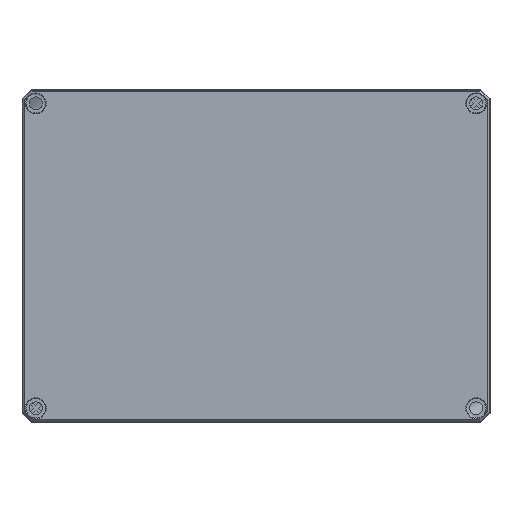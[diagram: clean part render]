
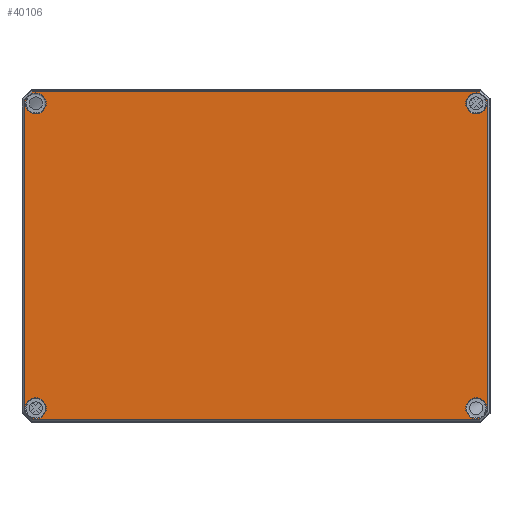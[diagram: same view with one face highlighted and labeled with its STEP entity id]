
A CAD part, top view. The second image highlights one B-rep face of the part: STEP entity #40106.
In plain terms, the highlighted planar face has unit normal (0, 0, 1).
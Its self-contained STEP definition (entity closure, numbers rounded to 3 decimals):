
#124=FACE_BOUND('',#12906,.T.);
#125=FACE_BOUND('',#12907,.T.);
#126=FACE_BOUND('',#12908,.T.);
#127=FACE_BOUND('',#12909,.T.);
#339=PLANE('',#42799);
#1599=LINE('',#58423,#4813);
#1600=LINE('',#58425,#4814);
#1601=LINE('',#58427,#4815);
#1602=LINE('',#58429,#4816);
#1603=LINE('',#58431,#4817);
#1604=LINE('',#58433,#4818);
#1605=LINE('',#58435,#4819);
#1606=LINE('',#58436,#4820);
#4813=VECTOR('',#46862,10.);
#4814=VECTOR('',#46863,10.);
#4815=VECTOR('',#46864,10.);
#4816=VECTOR('',#46865,10.);
#4817=VECTOR('',#46866,10.);
#4818=VECTOR('',#46867,10.);
#4819=VECTOR('',#46868,10.);
#4820=VECTOR('',#46869,10.);
#10411=FACE_OUTER_BOUND('',#12905,.T.);
#12905=EDGE_LOOP('',(#27932,#27933,#27934,#27935,#27936,#27937,#27938,#27939));
#12906=EDGE_LOOP('',(#27940,#27941));
#12907=EDGE_LOOP('',(#27942,#27943));
#12908=EDGE_LOOP('',(#27944));
#12909=EDGE_LOOP('',(#27945));
#15633=CIRCLE('',#42794,5.672);
#15637=CIRCLE('',#42800,5.672);
#15638=CIRCLE('',#42801,5.672);
#15639=CIRCLE('',#42802,5.672);
#15640=CIRCLE('',#42803,5.672);
#15641=CIRCLE('',#42804,5.672);
#17543=VERTEX_POINT('',#58411);
#17546=VERTEX_POINT('',#58421);
#17547=VERTEX_POINT('',#58422);
#17548=VERTEX_POINT('',#58424);
#17549=VERTEX_POINT('',#58426);
#17550=VERTEX_POINT('',#58428);
#17551=VERTEX_POINT('',#58430);
#17552=VERTEX_POINT('',#58432);
#17553=VERTEX_POINT('',#58434);
#17554=VERTEX_POINT('',#58437);
#17555=VERTEX_POINT('',#58438);
#17556=VERTEX_POINT('',#58441);
#17557=VERTEX_POINT('',#58442);
#17558=VERTEX_POINT('',#58445);
#21546=EDGE_CURVE('',#17543,#17543,#15633,.T.);
#21551=EDGE_CURVE('',#17546,#17547,#1599,.T.);
#21552=EDGE_CURVE('',#17548,#17546,#1600,.T.);
#21553=EDGE_CURVE('',#17549,#17548,#1601,.T.);
#21554=EDGE_CURVE('',#17550,#17549,#1602,.T.);
#21555=EDGE_CURVE('',#17551,#17550,#1603,.T.);
#21556=EDGE_CURVE('',#17552,#17551,#1604,.T.);
#21557=EDGE_CURVE('',#17553,#17552,#1605,.T.);
#21558=EDGE_CURVE('',#17547,#17553,#1606,.T.);
#21559=EDGE_CURVE('',#17554,#17555,#15637,.T.);
#21560=EDGE_CURVE('',#17555,#17554,#15638,.T.);
#21561=EDGE_CURVE('',#17556,#17557,#15639,.T.);
#21562=EDGE_CURVE('',#17557,#17556,#15640,.T.);
#21563=EDGE_CURVE('',#17558,#17558,#15641,.T.);
#27932=ORIENTED_EDGE('',*,*,#21551,.F.);
#27933=ORIENTED_EDGE('',*,*,#21552,.F.);
#27934=ORIENTED_EDGE('',*,*,#21553,.F.);
#27935=ORIENTED_EDGE('',*,*,#21554,.F.);
#27936=ORIENTED_EDGE('',*,*,#21555,.F.);
#27937=ORIENTED_EDGE('',*,*,#21556,.F.);
#27938=ORIENTED_EDGE('',*,*,#21557,.F.);
#27939=ORIENTED_EDGE('',*,*,#21558,.F.);
#27940=ORIENTED_EDGE('',*,*,#21559,.F.);
#27941=ORIENTED_EDGE('',*,*,#21560,.F.);
#27942=ORIENTED_EDGE('',*,*,#21561,.F.);
#27943=ORIENTED_EDGE('',*,*,#21562,.F.);
#27944=ORIENTED_EDGE('',*,*,#21563,.F.);
#27945=ORIENTED_EDGE('',*,*,#21546,.F.);
#40106=ADVANCED_FACE('',(#10411,#124,#125,#126,#127),#339,.T.);
#42794=AXIS2_PLACEMENT_3D('',#58412,#46849,#46850);
#42799=AXIS2_PLACEMENT_3D('',#58420,#46860,#46861);
#42800=AXIS2_PLACEMENT_3D('',#58439,#46870,#46871);
#42801=AXIS2_PLACEMENT_3D('',#58440,#46872,#46873);
#42802=AXIS2_PLACEMENT_3D('',#58443,#46874,#46875);
#42803=AXIS2_PLACEMENT_3D('',#58444,#46876,#46877);
#42804=AXIS2_PLACEMENT_3D('',#58446,#46878,#46879);
#46849=DIRECTION('center_axis',(0.,0.,1.));
#46850=DIRECTION('ref_axis',(-1.,0.,0.));
#46860=DIRECTION('center_axis',(0.,0.,1.));
#46861=DIRECTION('ref_axis',(1.,0.,0.));
#46862=DIRECTION('',(0.707,-0.707,0.));
#46863=DIRECTION('',(1.,0.,0.));
#46864=DIRECTION('',(0.707,0.707,0.));
#46865=DIRECTION('',(0.,1.,0.));
#46866=DIRECTION('',(-0.707,0.707,0.));
#46867=DIRECTION('',(-1.,0.,0.));
#46868=DIRECTION('',(-0.707,-0.707,0.));
#46869=DIRECTION('',(0.,-1.,0.));
#46870=DIRECTION('center_axis',(0.,0.,1.));
#46871=DIRECTION('ref_axis',(1.,0.,0.));
#46872=DIRECTION('center_axis',(0.,0.,1.));
#46873=DIRECTION('ref_axis',(1.,0.,0.));
#46874=DIRECTION('center_axis',(0.,0.,1.));
#46875=DIRECTION('ref_axis',(1.,0.,0.));
#46876=DIRECTION('center_axis',(0.,0.,1.));
#46877=DIRECTION('ref_axis',(1.,0.,0.));
#46878=DIRECTION('center_axis',(0.,0.,1.));
#46879=DIRECTION('ref_axis',(-1.,0.,0.));
#58411=CARTESIAN_POINT('',(-113.828,82.75,39.));
#58412=CARTESIAN_POINT('Origin',(-119.5,82.75,39.));
#58420=CARTESIAN_POINT('Origin',(0.,0.,
39.));
#58421=CARTESIAN_POINT('',(121.445,88.91,39.));
#58422=CARTESIAN_POINT('',(125.66,84.695,39.));
#58423=CARTESIAN_POINT('',(113.115,97.24,39.));
#58424=CARTESIAN_POINT('',(-121.445,88.91,39.));
#58425=CARTESIAN_POINT('',(-61.,88.91,39.));
#58426=CARTESIAN_POINT('',(-125.66,84.695,39.));
#58427=CARTESIAN_POINT('',(-115.615,94.74,39.));
#58428=CARTESIAN_POINT('',(-125.66,-84.695,39.));
#58429=CARTESIAN_POINT('',(-125.66,-42.625,39.));
#58430=CARTESIAN_POINT('',(-121.445,-88.91,39.));
#58431=CARTESIAN_POINT('',(-113.115,-97.24,39.));
#58432=CARTESIAN_POINT('',(121.445,-88.91,39.));
#58433=CARTESIAN_POINT('',(61.,-88.91,39.));
#58434=CARTESIAN_POINT('',(125.66,-84.695,39.));
#58435=CARTESIAN_POINT('',(115.615,-94.74,39.));
#58436=CARTESIAN_POINT('',(125.66,42.625,39.));
#58437=CARTESIAN_POINT('',(113.828,82.75,39.));
#58438=CARTESIAN_POINT('',(125.172,82.75,39.));
#58439=CARTESIAN_POINT('Origin',(119.5,82.75,39.));
#58440=CARTESIAN_POINT('Origin',(119.5,82.75,39.));
#58441=CARTESIAN_POINT('',(113.828,-82.75,39.));
#58442=CARTESIAN_POINT('',(125.172,-82.75,39.));
#58443=CARTESIAN_POINT('Origin',(119.5,-82.75,39.));
#58444=CARTESIAN_POINT('Origin',(119.5,-82.75,39.));
#58445=CARTESIAN_POINT('',(-113.828,-82.75,39.));
#58446=CARTESIAN_POINT('Origin',(-119.5,-82.75,39.));
